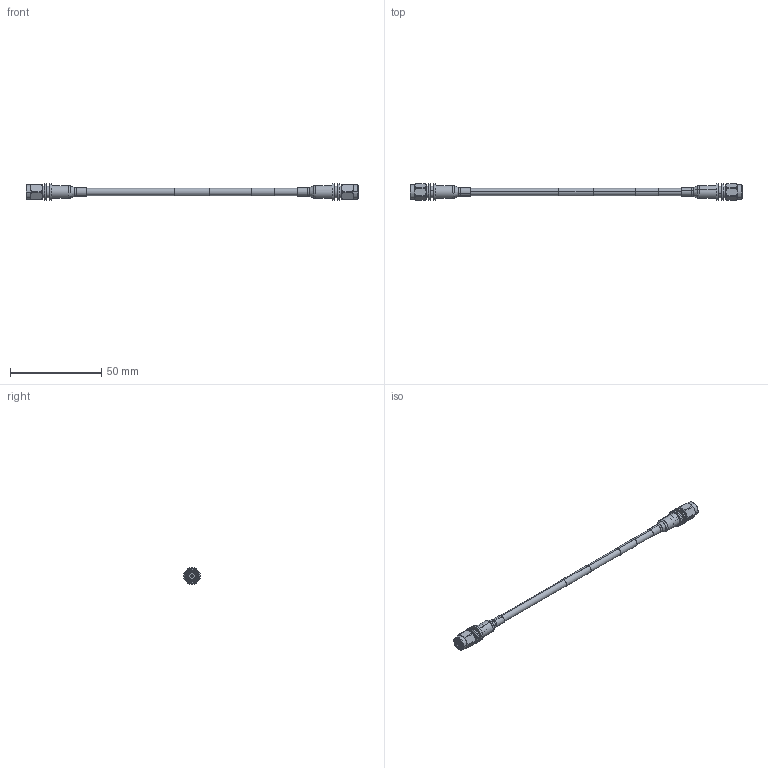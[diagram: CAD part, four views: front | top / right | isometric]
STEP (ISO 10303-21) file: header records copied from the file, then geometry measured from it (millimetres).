
FILE_DESCRIPTION (( 'STEP AP214' ), '1' );
FILE_NAME ('LCCA31065.step', '2022-10-04T19:22:55', ( '' ), ( '' ), 'SwSTEP 2.0', 'SolidWorks 2021', '' );
FILE_SCHEMA (( 'AUTOMOTIVE_DESIGN' ));
Length unit declared in the file: millimetre
Products named in the file (5): LCCA31065; HTSHRK INNER^LCCA31065; TC-402-SM-LP-PE^LCCA31065; TFT-5G-402^LCCA31065_WITH LABEL; LABEL1^LCCA31065
Assembly tree (6 placements, depth 2):
  LCCA31065
    TFT-5G-402^LCCA31065_WITH LABEL
    LABEL1^LCCA31065
    TC-402-SM-LP-PE^LCCA31065  x2
    HTSHRK INNER^LCCA31065  x2
Bounding box: 181.96 x 9.08 x 9.08 mm (x, y, z)
Volume: 3737.9 mm3; surface area: 6147.3 mm2
Topology: 7 solids, 9 shells, 326 faces, 688 edges, 412 vertices
Faces by surface type: cylinder 130, cone 104, plane 68, torus 24
Entity records: 4846 total; most frequent: DIRECTION 905, CARTESIAN_POINT 812, ORIENTED_EDGE 712, AXIS2_PLACEMENT_3D 387, EDGE_CURVE 356, VERTEX_POINT 214, CIRCLE 208, EDGE_LOOP 194
